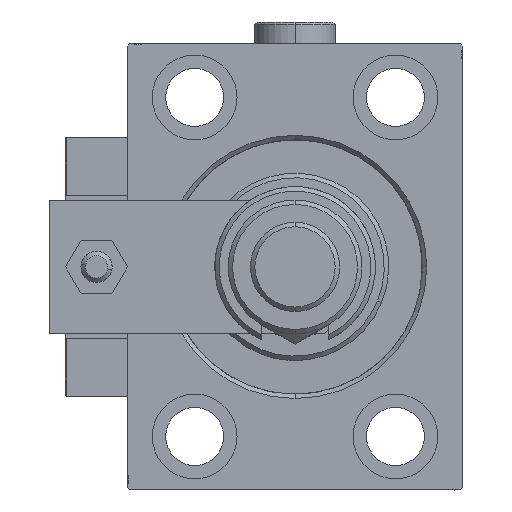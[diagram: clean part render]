
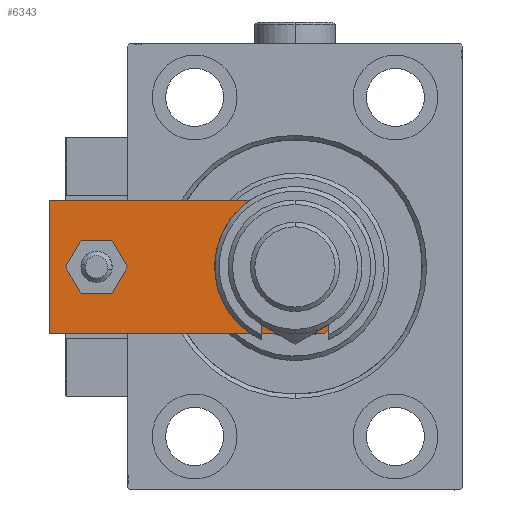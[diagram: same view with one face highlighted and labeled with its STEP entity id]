
A CAD part, left-side view. The second image highlights one B-rep face of the part: STEP entity #6343.
In plain terms, the highlighted face is planar.
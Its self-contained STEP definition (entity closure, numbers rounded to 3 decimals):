
#1138 = CIRCLE ( 'NONE', #39847, 4. ) ;
#1197 = ORIENTED_EDGE ( 'NONE', *, *, #13204, .T. ) ;
#2408 = FACE_BOUND ( 'NONE', #16485, .T. ) ;
#2658 = LINE ( 'NONE', #15059, #7305 ) ;
#3066 = ORIENTED_EDGE ( 'NONE', *, *, #12450, .F. ) ;
#3239 = PLANE ( 'NONE',  #36326 ) ;
#3419 = DIRECTION ( 'NONE',  ( 0., 0., 1. ) ) ;
#4348 = EDGE_CURVE ( 'NONE', #6878, #45794, #2658, .T. ) ;
#4595 = CARTESIAN_POINT ( 'NONE',  ( 15., 70., 8. ) ) ;
#4773 = ORIENTED_EDGE ( 'NONE', *, *, #4348, .T. ) ;
#4849 = LINE ( 'NONE', #17513, #34082 ) ;
#5790 = VERTEX_POINT ( 'NONE', #28503 ) ;
#6028 = LINE ( 'NONE', #36039, #40137 ) ;
#6343 = ADVANCED_FACE ( 'NONE', ( #2408, #36019, #45099 ), #3239, .T. ) ;
#6878 = VERTEX_POINT ( 'NONE', #4595 ) ;
#7305 = VECTOR ( 'NONE', #31056, 1000. ) ;
#7390 = DIRECTION ( 'NONE',  ( 1., 0., 0. ) ) ;
#8469 = VERTEX_POINT ( 'NONE', #34762 ) ;
#9955 = VERTEX_POINT ( 'NONE', #10429 ) ;
#10429 = CARTESIAN_POINT ( 'NONE',  ( 4., 59.5, 8. ) ) ;
#11913 = ORIENTED_EDGE ( 'NONE', *, *, #16646, .T. ) ;
#12450 = EDGE_CURVE ( 'NONE', #8469, #15816, #45367, .T. ) ;
#12470 = CARTESIAN_POINT ( 'NONE',  ( 0., 59.5, 8. ) ) ;
#12841 = DIRECTION ( 'NONE',  ( 0., -1., 0. ) ) ;
#13204 = EDGE_CURVE ( 'NONE', #31521, #6878, #6028, .T. ) ;
#14838 = CARTESIAN_POINT ( 'NONE',  ( 0., 59.5, 8. ) ) ;
#14943 = CARTESIAN_POINT ( 'NONE',  ( 6.5, 0., 8. ) ) ;
#15059 = CARTESIAN_POINT ( 'NONE',  ( 15., 70., 8. ) ) ;
#15816 = VERTEX_POINT ( 'NONE', #49115 ) ;
#16485 = EDGE_LOOP ( 'NONE', ( #41221, #34280 ) ) ;
#16646 = EDGE_CURVE ( 'NONE', #45794, #47956, #4849, .T. ) ;
#17233 = LINE ( 'NONE', #41766, #35147 ) ;
#17513 = CARTESIAN_POINT ( 'NONE',  ( -15., 70., 8. ) ) ;
#19213 = DIRECTION ( 'NONE',  ( 0., 0., 1. ) ) ;
#19411 = ORIENTED_EDGE ( 'NONE', *, *, #24249, .F. ) ;
#22923 = EDGE_LOOP ( 'NONE', ( #11913, #52356, #45892, #44516, #1197, #4773 ) ) ;
#24249 = EDGE_CURVE ( 'NONE', #15816, #8469, #48076, .T. ) ;
#24415 = AXIS2_PLACEMENT_3D ( 'NONE', #14838, #40454, #7390 ) ;
#24961 = DIRECTION ( 'NONE',  ( 1., 0., 0. ) ) ;
#25798 = EDGE_CURVE ( 'NONE', #26149, #9955, #36726, .T. ) ;
#26149 = VERTEX_POINT ( 'NONE', #49462 ) ;
#26239 = DIRECTION ( 'NONE',  ( 0.707, -0.707, 0. ) ) ;
#26922 = CARTESIAN_POINT ( 'NONE',  ( 0., 15., 8. ) ) ;
#27141 = DIRECTION ( 'NONE',  ( 0., 0., 1. ) ) ;
#27208 = DIRECTION ( 'NONE',  ( 1., 0., 0. ) ) ;
#28503 = CARTESIAN_POINT ( 'NONE',  ( -6.5, 0., 8. ) ) ;
#29618 = AXIS2_PLACEMENT_3D ( 'NONE', #43680, #27141, #48614 ) ;
#31041 = VERTEX_POINT ( 'NONE', #14943 ) ;
#31056 = DIRECTION ( 'NONE',  ( -1., 0., 0. ) ) ;
#31521 = VERTEX_POINT ( 'NONE', #32104 ) ;
#31879 = VECTOR ( 'NONE', #26239, 1000. ) ;
#32020 = EDGE_CURVE ( 'NONE', #31041, #31521, #33932, .T. ) ;
#32104 = CARTESIAN_POINT ( 'NONE',  ( 15., 8.5, 8. ) ) ;
#33932 = LINE ( 'NONE', #50739, #44739 ) ;
#34082 = VECTOR ( 'NONE', #12841, 1000. ) ;
#34129 = EDGE_CURVE ( 'NONE', #5790, #31041, #17233, .T. ) ;
#34280 = ORIENTED_EDGE ( 'NONE', *, *, #42889, .F. ) ;
#34762 = CARTESIAN_POINT ( 'NONE',  ( 10., 15., 8. ) ) ;
#35147 = VECTOR ( 'NONE', #24961, 1000. ) ;
#35688 = AXIS2_PLACEMENT_3D ( 'NONE', #26922, #47311, #39582 ) ;
#36019 = FACE_OUTER_BOUND ( 'NONE', #22923, .T. ) ;
#36039 = CARTESIAN_POINT ( 'NONE',  ( 15., 0., 8. ) ) ;
#36326 = AXIS2_PLACEMENT_3D ( 'NONE', #53119, #19213, #27208 ) ;
#36726 = CIRCLE ( 'NONE', #24415, 4. ) ;
#39582 = DIRECTION ( 'NONE',  ( 1., 0., 0. ) ) ;
#39847 = AXIS2_PLACEMENT_3D ( 'NONE', #12470, #3419, #50226 ) ;
#40137 = VECTOR ( 'NONE', #44313, 1000. ) ;
#40421 = EDGE_CURVE ( 'NONE', #47956, #5790, #51326, .T. ) ;
#40454 = DIRECTION ( 'NONE',  ( 0., 0., 1. ) ) ;
#41221 = ORIENTED_EDGE ( 'NONE', *, *, #25798, .F. ) ;
#41766 = CARTESIAN_POINT ( 'NONE',  ( -15., 0., 8. ) ) ;
#42889 = EDGE_CURVE ( 'NONE', #9955, #26149, #1138, .T. ) ;
#43680 = CARTESIAN_POINT ( 'NONE',  ( 0., 15., 8. ) ) ;
#44313 = DIRECTION ( 'NONE',  ( 0., 1., 0. ) ) ;
#44367 = CARTESIAN_POINT ( 'NONE',  ( -15., 70., 8. ) ) ;
#44516 = ORIENTED_EDGE ( 'NONE', *, *, #32020, .T. ) ;
#44739 = VECTOR ( 'NONE', #47131, 1000. ) ;
#45099 = FACE_BOUND ( 'NONE', #47345, .T. ) ;
#45367 = CIRCLE ( 'NONE', #35688, 10. ) ;
#45794 = VERTEX_POINT ( 'NONE', #44367 ) ;
#45892 = ORIENTED_EDGE ( 'NONE', *, *, #34129, .T. ) ;
#47131 = DIRECTION ( 'NONE',  ( 0.707, 0.707, 0. ) ) ;
#47171 = CARTESIAN_POINT ( 'NONE',  ( -3.25, -3.25, 8. ) ) ;
#47311 = DIRECTION ( 'NONE',  ( 0., 0., 1. ) ) ;
#47345 = EDGE_LOOP ( 'NONE', ( #19411, #3066 ) ) ;
#47956 = VERTEX_POINT ( 'NONE', #48358 ) ;
#48076 = CIRCLE ( 'NONE', #29618, 10. ) ;
#48358 = CARTESIAN_POINT ( 'NONE',  ( -15., 8.5, 8. ) ) ;
#48614 = DIRECTION ( 'NONE',  ( 1., 0., 0. ) ) ;
#49115 = CARTESIAN_POINT ( 'NONE',  ( -10., 15., 8. ) ) ;
#49462 = CARTESIAN_POINT ( 'NONE',  ( -4., 59.5, 8. ) ) ;
#50226 = DIRECTION ( 'NONE',  ( 1., 0., 0. ) ) ;
#50739 = CARTESIAN_POINT ( 'NONE',  ( 3.25, -3.25, 8. ) ) ;
#51326 = LINE ( 'NONE', #47171, #31879 ) ;
#52356 = ORIENTED_EDGE ( 'NONE', *, *, #40421, .T. ) ;
#53119 = CARTESIAN_POINT ( 'NONE',  ( 0., 0., 8. ) ) ;
